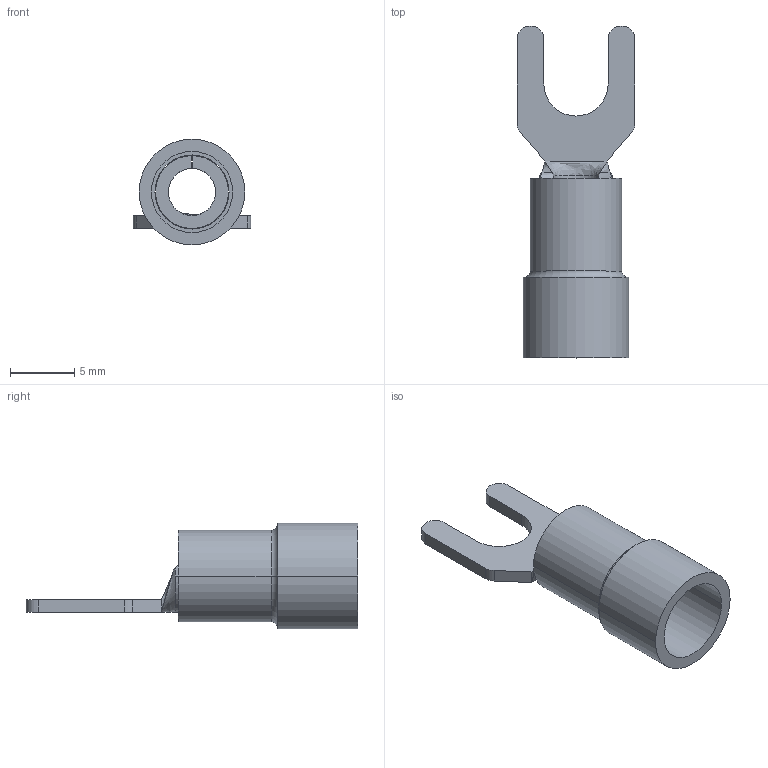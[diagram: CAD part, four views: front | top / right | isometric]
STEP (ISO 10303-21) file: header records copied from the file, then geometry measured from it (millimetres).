
FILE_DESCRIPTION (( 'STEP AP214' ), '1' );
FILE_NAME ('V70GK004012.step', '2017-09-28T13:28:15', ( '' ), ( '' ), 'SwSTEP 2.0', 'SolidWorks 2017', '' );
FILE_SCHEMA (( 'AUTOMOTIVE_DESIGN' ));
Length unit declared in the file: millimetre
Products named in the file (1): V70GK004012
Bounding box: 9.15 x 25.8 x 8.2 mm (x, y, z)
Volume: 408.5 mm3; surface area: 1050.1 mm2
Topology: 2 solids, 2 shells, 48 faces, 120 edges, 78 vertices
Faces by surface type: cylinder 21, plane 19, bspline 6, torus 2
Entity records: 1661 total; most frequent: CARTESIAN_POINT 455, DIRECTION 246, ORIENTED_EDGE 240, EDGE_CURVE 120, AXIS2_PLACEMENT_3D 93, VERTEX_POINT 78, LINE 60, VECTOR 60
